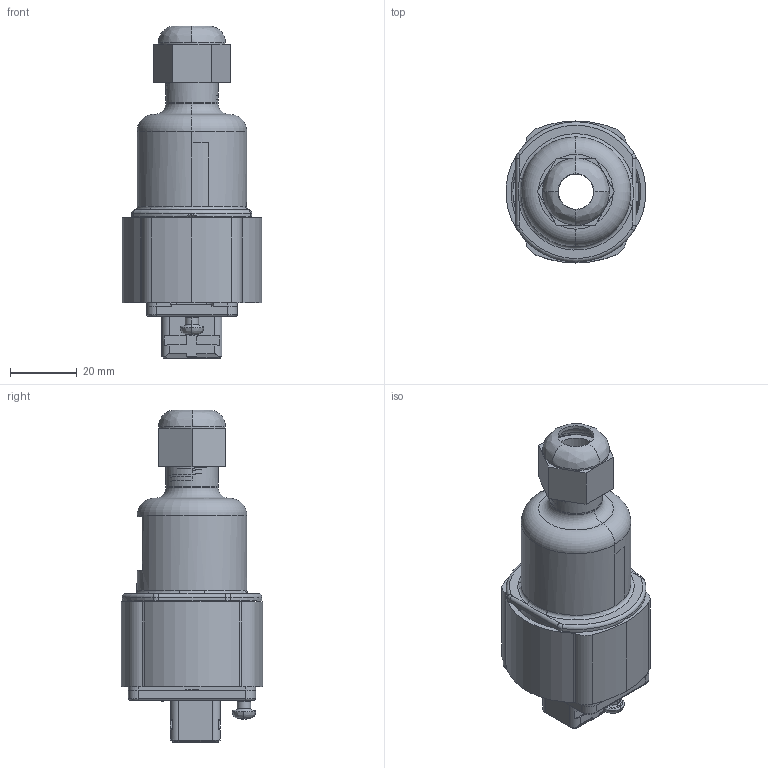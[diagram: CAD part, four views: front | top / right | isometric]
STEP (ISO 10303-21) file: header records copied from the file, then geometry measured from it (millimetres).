
FILE_DESCRIPTION(('CATIA V5 STEP Exchange','CAx-IF Rec.Pracs.--- Model Styling and Organization---1.4--- 2014-01-23'),'2;1');
FILE_NAME ('004569-3_0', '2022-02-23T06:53:46+00:00', ('none'), ('Weidmueller'), 'CATIA Version 5-6 Release 2016 SP3 HF44', 'CATIA V5 STEP AP214', 'none');
FILE_SCHEMA(('AUTOMOTIVE_DESIGN { 1 0 10303 214 1 1 1 1 }'));
Length unit declared in the file: millimetre
Products named in the file (1): 1045960000
Bounding box: 41.73 x 42.4 x 99.15 mm (x, y, z)
Volume: 34222.8 mm3; surface area: 36580.4 mm2
Topology: 7 solids, 7 shells, 1485 faces, 3975 edges, 2523 vertices
Faces by surface type: plane 832, cylinder 295, cone 160, bspline 98, torus 96, sphere 4
Entity records: 83564 total; most frequent: CARTESIAN_POINT 49633, ORIENTED_EDGE 7942, DIRECTION 5436, EDGE_CURVE 3971, VERTEX_POINT 2523, VECTOR 2050, LINE 2050, AXIS2_PLACEMENT_3D 2006
